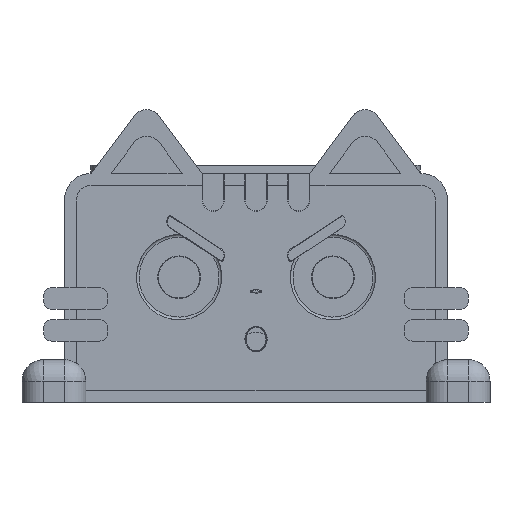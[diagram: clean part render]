
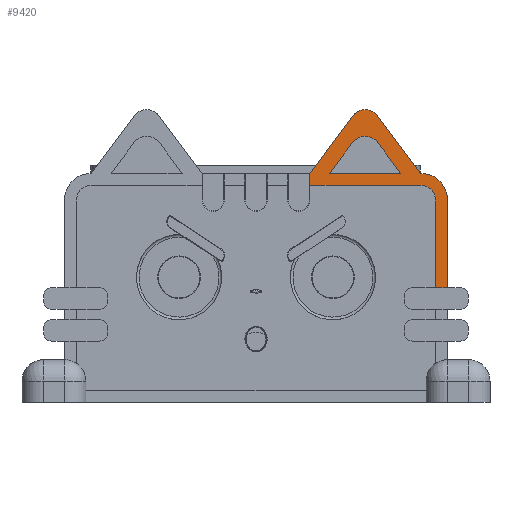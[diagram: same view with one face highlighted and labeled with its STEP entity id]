
A CAD part, front view. The second image highlights one B-rep face of the part: STEP entity #9420.
In plain terms, the highlighted planar face has unit normal (0, -1, 0).
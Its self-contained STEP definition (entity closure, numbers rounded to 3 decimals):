
#541=FACE_BOUND('',#1988,.T.);
#853=CIRCLE('',#10241,3.);
#858=CIRCLE('',#10260,3.);
#859=CIRCLE('',#10261,2.75);
#860=CIRCLE('',#10262,5.);
#1318=FACE_OUTER_BOUND('',#1987,.T.);
#1987=EDGE_LOOP('',(#7873,#7874,#7875,#7876,#7877,#7878,#7879,#7880,#7881,
#7882,#7883));
#1988=EDGE_LOOP('',(#7884,#7885,#7886,#7887));
#2511=LINE('',#14743,#3353);
#2541=LINE('',#14837,#3383);
#2730=LINE('',#16173,#3572);
#2733=LINE('',#16179,#3575);
#2736=LINE('',#16184,#3578);
#2757=LINE('',#16234,#3599);
#2758=LINE('',#16238,#3600);
#2759=LINE('',#16240,#3601);
#2760=LINE('',#16242,#3602);
#2761=LINE('',#16246,#3603);
#2762=LINE('',#16247,#3604);
#3353=VECTOR('',#11574,10.);
#3383=VECTOR('',#11670,10.);
#3572=VECTOR('',#12337,10.);
#3575=VECTOR('',#12342,10.);
#3578=VECTOR('',#12347,10.);
#3599=VECTOR('',#12396,10.);
#3600=VECTOR('',#12399,10.);
#3601=VECTOR('',#12400,10.);
#3602=VECTOR('',#12401,10.);
#3603=VECTOR('',#12404,10.);
#3604=VECTOR('',#12405,10.);
#4242=VERTEX_POINT('',#14740);
#4243=VERTEX_POINT('',#14742);
#4273=VERTEX_POINT('',#14834);
#4274=VERTEX_POINT('',#14836);
#4472=VERTEX_POINT('',#16163);
#4473=VERTEX_POINT('',#16164);
#4476=VERTEX_POINT('',#16172);
#4478=VERTEX_POINT('',#16178);
#4494=VERTEX_POINT('',#16233);
#4495=VERTEX_POINT('',#16235);
#4496=VERTEX_POINT('',#16237);
#4497=VERTEX_POINT('',#16239);
#4498=VERTEX_POINT('',#16241);
#4499=VERTEX_POINT('',#16243);
#4500=VERTEX_POINT('',#16245);
#5282=EDGE_CURVE('',#4243,#4242,#2511,.T.);
#5328=EDGE_CURVE('',#4274,#4273,#2541,.T.);
#5646=EDGE_CURVE('',#4472,#4473,#853,.T.);
#5650=EDGE_CURVE('',#4476,#4472,#2730,.T.);
#5653=EDGE_CURVE('',#4478,#4476,#2733,.T.);
#5656=EDGE_CURVE('',#4473,#4478,#2736,.T.);
#5680=EDGE_CURVE('',#4242,#4494,#2757,.T.);
#5681=EDGE_CURVE('',#4494,#4495,#858,.T.);
#5682=EDGE_CURVE('',#4495,#4496,#2758,.T.);
#5683=EDGE_CURVE('',#4497,#4496,#2759,.T.);
#5684=EDGE_CURVE('',#4497,#4498,#2760,.T.);
#5685=EDGE_CURVE('',#4498,#4499,#859,.T.);
#5686=EDGE_CURVE('',#4499,#4500,#2761,.T.);
#5687=EDGE_CURVE('',#4500,#4274,#2762,.T.);
#5688=EDGE_CURVE('',#4273,#4243,#860,.T.);
#7873=ORIENTED_EDGE('',*,*,#5282,.T.);
#7874=ORIENTED_EDGE('',*,*,#5680,.T.);
#7875=ORIENTED_EDGE('',*,*,#5681,.T.);
#7876=ORIENTED_EDGE('',*,*,#5682,.T.);
#7877=ORIENTED_EDGE('',*,*,#5683,.F.);
#7878=ORIENTED_EDGE('',*,*,#5684,.T.);
#7879=ORIENTED_EDGE('',*,*,#5685,.T.);
#7880=ORIENTED_EDGE('',*,*,#5686,.T.);
#7881=ORIENTED_EDGE('',*,*,#5687,.T.);
#7882=ORIENTED_EDGE('',*,*,#5328,.T.);
#7883=ORIENTED_EDGE('',*,*,#5688,.T.);
#7884=ORIENTED_EDGE('',*,*,#5646,.T.);
#7885=ORIENTED_EDGE('',*,*,#5656,.T.);
#7886=ORIENTED_EDGE('',*,*,#5653,.T.);
#7887=ORIENTED_EDGE('',*,*,#5650,.T.);
#8971=PLANE('',#10259);
#9420=ADVANCED_FACE('',(#1318,#541),#8971,.T.);
#10241=AXIS2_PLACEMENT_3D('',#16165,#12329,#12330);
#10259=AXIS2_PLACEMENT_3D('',#16232,#12394,#12395);
#10260=AXIS2_PLACEMENT_3D('',#16236,#12397,#12398);
#10261=AXIS2_PLACEMENT_3D('',#16244,#12402,#12403);
#10262=AXIS2_PLACEMENT_3D('',#16248,#12406,#12407);
#11574=DIRECTION('',(-1.,0.,0.));
#11670=DIRECTION('',(0.,0.,1.));
#12329=DIRECTION('center_axis',(0.,1.,0.));
#12330=DIRECTION('ref_axis',(0.802,0.,0.597));
#12337=DIRECTION('',(0.597,0.,0.802));
#12342=DIRECTION('',(-1.,0.,0.));
#12347=DIRECTION('',(0.597,0.,-0.802));
#12394=DIRECTION('center_axis',(0.,-1.,0.));
#12395=DIRECTION('ref_axis',(1.,0.,0.));
#12396=DIRECTION('',(-0.597,0.,0.802));
#12397=DIRECTION('center_axis',(0.,-1.,0.));
#12398=DIRECTION('ref_axis',(0.802,0.,0.597));
#12399=DIRECTION('',(-0.597,0.,-0.802));
#12400=DIRECTION('',(0.,0.,1.));
#12401=DIRECTION('',(1.,0.,0.));
#12402=DIRECTION('center_axis',(0.,1.,0.));
#12403=DIRECTION('ref_axis',(1.,0.,0.));
#12404=DIRECTION('',(0.,0.,-1.));
#12405=DIRECTION('',(1.,0.,0.));
#12406=DIRECTION('center_axis',(0.,-1.,0.));
#12407=DIRECTION('ref_axis',(1.,0.,0.));
#14740=CARTESIAN_POINT('',(18.932,-36.006,53.));
#14742=CARTESIAN_POINT('',(18.968,-36.006,53.));
#14743=CARTESIAN_POINT('',(14.992,-36.006,53.));
#14834=CARTESIAN_POINT('',(23.968,-36.006,48.));
#14836=CARTESIAN_POINT('',(23.968,-36.006,31.5));
#14837=CARTESIAN_POINT('',(23.968,-36.006,48.));
#16163=CARTESIAN_POINT('',(6.109,-36.006,58.739));
#16164=CARTESIAN_POINT('',(10.923,-36.006,58.739));
#16165=CARTESIAN_POINT('Origin',(8.516,-36.006,56.948));
#16172=CARTESIAN_POINT('',(1.839,-36.006,53.));
#16173=CARTESIAN_POINT('',(0.906,-36.006,51.746));
#16178=CARTESIAN_POINT('',(15.193,-36.006,53.));
#16179=CARTESIAN_POINT('',(13.122,-36.006,53.));
#16184=CARTESIAN_POINT('',(14.894,-36.006,53.401));
#16232=CARTESIAN_POINT('Origin',(11.052,-36.006,42.25));
#16233=CARTESIAN_POINT('',(10.923,-36.006,63.765));
#16234=CARTESIAN_POINT('',(20.102,-36.006,51.427));
#16235=CARTESIAN_POINT('',(6.109,-36.006,63.765));
#16236=CARTESIAN_POINT('Origin',(8.516,-36.006,61.974));
#16237=CARTESIAN_POINT('',(-1.864,-36.006,53.048));
#16238=CARTESIAN_POINT('',(1.838,-36.006,58.024));
#16239=CARTESIAN_POINT('',(-1.864,-36.006,50.75));
#16240=CARTESIAN_POINT('',(-1.864,-36.006,53.));
#16241=CARTESIAN_POINT('',(18.968,-36.006,50.75));
#16242=CARTESIAN_POINT('',(-42.932,-36.006,50.75));
#16243=CARTESIAN_POINT('',(21.718,-36.006,48.));
#16244=CARTESIAN_POINT('Origin',(18.968,-36.006,48.));
#16245=CARTESIAN_POINT('',(21.718,-36.006,31.5));
#16246=CARTESIAN_POINT('',(21.718,-36.006,48.));
#16247=CARTESIAN_POINT('',(26.404,-36.006,31.5));
#16248=CARTESIAN_POINT('Origin',(18.968,-36.006,48.));
